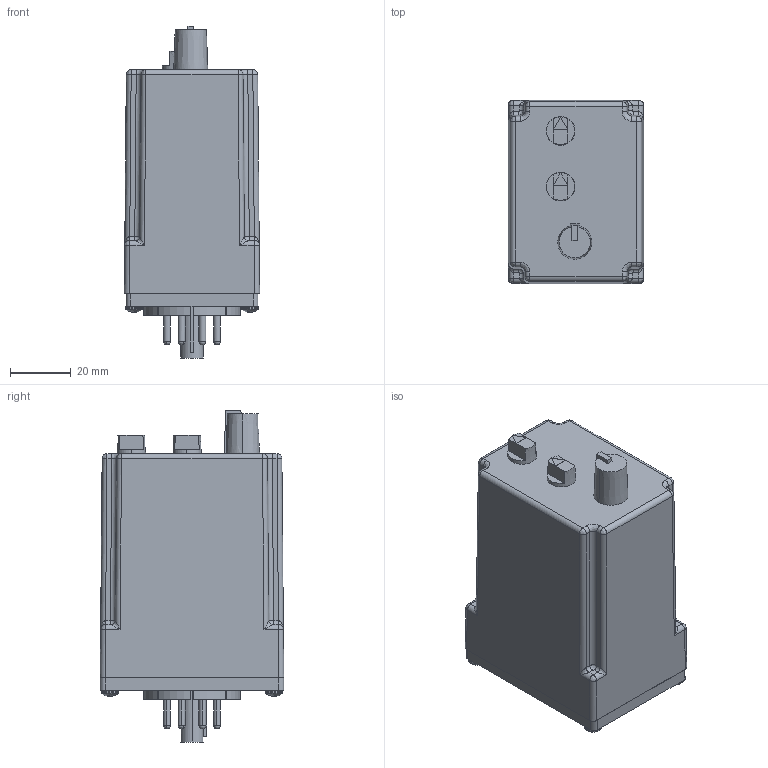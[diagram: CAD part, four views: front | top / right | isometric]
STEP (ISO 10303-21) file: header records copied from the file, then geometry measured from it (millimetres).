
FILE_DESCRIPTION (( 'STEP AP203' ), '1' );
FILE_NAME ('TRM-8-D-240AD.step', '2021-04-19T20:05:35', ( '' ), ( '' ), 'SwSTEP 2.0', 'SolidWorks 2021', '' );
FILE_SCHEMA (( 'CONFIG_CONTROL_DESIGN' ));
Length unit declared in the file: inch
Products named in the file (1): TRM-8-D-240AD
Bounding box: 44.45 x 60.33 x 109.09 mm (x, y, z)
Volume: 202175.9 mm3; surface area: 29749.4 mm2
Topology: 17 solids, 17 shells, 568 faces, 1479 edges, 922 vertices
Faces by surface type: plane 243, cylinder 164, bspline 122, cone 31, sphere 8
Entity records: 22274 total; most frequent: CARTESIAN_POINT 9472, ORIENTED_EDGE 2862, DIRECTION 2331, EDGE_CURVE 1431, VERTEX_POINT 922, AXIS2_PLACEMENT_3D 815, LINE 701, VECTOR 701
